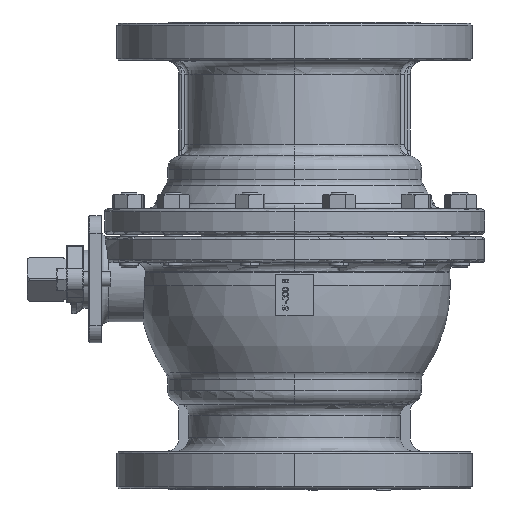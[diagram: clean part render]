
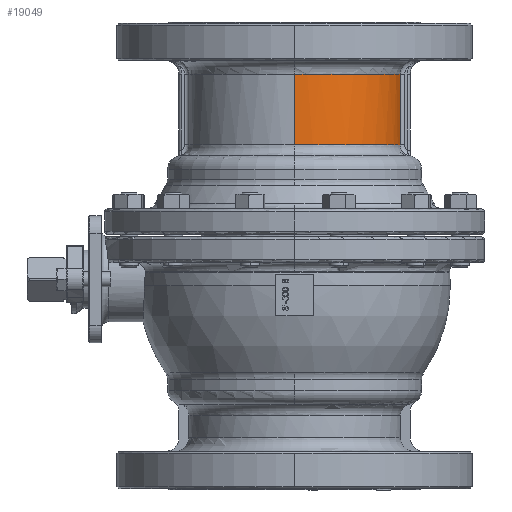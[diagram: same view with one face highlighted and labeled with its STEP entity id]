
A CAD part, left-side view. The second image highlights one B-rep face of the part: STEP entity #19049.
In plain terms, the highlighted cylindrical face has radius 114 mm (diameter 228 mm), a partial arc.
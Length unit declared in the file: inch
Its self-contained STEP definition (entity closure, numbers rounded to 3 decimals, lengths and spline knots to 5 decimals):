
#637 = CARTESIAN_POINT ( 'NONE',  ( -3.985, -2.08245, 6.80315 ) ) ;
#3296 = CARTESIAN_POINT ( 'NONE',  ( -4.29417, -1.33301, 3.82594 ) ) ;
#3942 = CARTESIAN_POINT ( 'NONE',  ( -4.1033, -1.8384, 3.82594 ) ) ;
#5746 = CARTESIAN_POINT ( 'NONE',  ( -0.56574, -4.45239, 6.80315 ) ) ;
#6395 = CARTESIAN_POINT ( 'NONE',  ( -4.48819, -0.27012, 6.80315 ) ) ;
#9018 = CARTESIAN_POINT ( 'NONE',  ( -4.48819, -0.27012, 3.82594 ) ) ;
#12438 = VERTEX_POINT ( 'NONE', #25119 ) ;
#12821 = ORIENTED_EDGE ( 'NONE', *, *, #50273, .T. ) ;
#13096 = CARTESIAN_POINT ( 'NONE',  ( -1.61356, -4.19681, 3.82594 ) ) ;
#13764 = CARTESIAN_POINT ( 'NONE',  ( -4.36673, -1.07168, 3.82594 ) ) ;
#13822 = VERTEX_POINT ( 'NONE', #30610 ) ;
#14617 = B_SPLINE_CURVE_WITH_KNOTS ( 'NONE', 3,
 ( #63235, #27239, #16152, #16485 ),
 .UNSPECIFIED., .F., .F.,
 ( 4, 4 ),
 ( 0., 1. ),
 .UNSPECIFIED. ) ;
#15549 = CARTESIAN_POINT ( 'NONE',  ( -1.86366, -4.09189, 6.80315 ) ) ;
#15881 = CARTESIAN_POINT ( 'NONE',  ( -3.54627, -2.76419, 6.80315 ) ) ;
#15979 = CARTESIAN_POINT ( 'NONE',  ( -0.56574, -4.45239, 6.80315 ) ) ;
#16152 = CARTESIAN_POINT ( 'NONE',  ( -4.48819, 0., 5.81075 ) ) ;
#16219 = CARTESIAN_POINT ( 'NONE',  ( -4.36673, -1.07168, 6.80315 ) ) ;
#16485 = CARTESIAN_POINT ( 'NONE',  ( -4.48819, 0., 6.80315 ) ) ;
#16887 = CARTESIAN_POINT ( 'NONE',  ( -1.09857, -4.36004, 6.80315 ) ) ;
#18163 = CARTESIAN_POINT ( 'NONE',  ( -3.54627, -2.76419, 3.82594 ) ) ;
#19049 = ADVANCED_FACE ( 'NONE', ( #61674 ), #30464, .T. ) ;
#19661 = AXIS2_PLACEMENT_3D ( 'NONE', #57269, #40665, #26379 ) ;
#21238 = CARTESIAN_POINT ( 'NONE',  ( -3.18916, -3.16956, 6.80315 ) ) ;
#22104 = CARTESIAN_POINT ( 'NONE',  ( -0.56574, -4.45239, 5.81075 ) ) ;
#22633 = EDGE_CURVE ( 'NONE', #53839, #13822, #25131, .T. ) ;
#22896 = EDGE_CURVE ( 'NONE', #12438, #13822, #14617, .T. ) ;
#24118 = EDGE_CURVE ( 'NONE', #37321, #53839, #41232, .T. ) ;
#25119 = CARTESIAN_POINT ( 'NONE',  ( -4.48819, 0., 3.82594 ) ) ;
#25131 = B_SPLINE_CURVE_WITH_KNOTS ( 'NONE', 3,
 ( #5746, #47001, #16887, #37175, #15549, #47330, #31399, #62620, #21238, #15881, #37511, #637, #36852, #62284, #16219, #26622, #6395, #36510 ),
 .UNSPECIFIED., .F., .F.,
 ( 4, 2, 2, 2, 2, 2, 2, 2, 4 ),
 ( 0., 0.125, 0.25, 0.375, 0.5, 0.625, 0.75, 0.875, 1. ),
 .UNSPECIFIED. ) ;
#26277 = ORIENTED_EDGE ( 'NONE', *, *, #22896, .F. ) ;
#26379 = DIRECTION ( 'NONE',  ( -1., 0., 0. ) ) ;
#26622 = CARTESIAN_POINT ( 'NONE',  ( -4.46374, -0.54023, 6.80315 ) ) ;
#27239 = CARTESIAN_POINT ( 'NONE',  ( -4.48819, 0., 4.81834 ) ) ;
#29276 = CARTESIAN_POINT ( 'NONE',  ( -1.86366, -4.09189, 3.82594 ) ) ;
#30464 = CYLINDRICAL_SURFACE ( 'NONE', #19661, 4.48819 ) ;
#30610 = CARTESIAN_POINT ( 'NONE',  ( -4.48819, 0., 6.80315 ) ) ;
#31399 = CARTESIAN_POINT ( 'NONE',  ( -2.56815, -3.69072, 6.80315 ) ) ;
#33715 = CARTESIAN_POINT ( 'NONE',  ( -0.8337, -4.41834, 3.82594 ) ) ;
#36510 = CARTESIAN_POINT ( 'NONE',  ( -4.48819, 0., 6.80315 ) ) ;
#36852 = CARTESIAN_POINT ( 'NONE',  ( -4.1033, -1.8384, 6.80315 ) ) ;
#37175 = CARTESIAN_POINT ( 'NONE',  ( -1.61356, -4.19681, 6.80315 ) ) ;
#37238 = B_SPLINE_CURVE_WITH_KNOTS ( 'NONE', 3,
 ( #49658, #9018, #50303, #13764, #3296, #3942, #43908, #39802, #18163, #44557, #39475, #59506, #44873, #29276, #13096, #49328, #33715, #60151 ),
 .UNSPECIFIED., .F., .F.,
 ( 4, 2, 2, 2, 2, 2, 2, 2, 4 ),
 ( 0., 0.125, 0.25, 0.375, 0.5, 0.625, 0.75, 0.875, 1. ),
 .UNSPECIFIED. ) ;
#37321 = VERTEX_POINT ( 'NONE', #51419 ) ;
#37374 = CARTESIAN_POINT ( 'NONE',  ( -0.56574, -4.45239, 4.81834 ) ) ;
#37511 = CARTESIAN_POINT ( 'NONE',  ( -3.70648, -2.54535, 6.80315 ) ) ;
#38114 = EDGE_LOOP ( 'NONE', ( #12821, #39409, #40946, #26277 ) ) ;
#39409 = ORIENTED_EDGE ( 'NONE', *, *, #24118, .T. ) ;
#39475 = CARTESIAN_POINT ( 'NONE',  ( -2.99225, -3.35607, 3.82594 ) ) ;
#39802 = CARTESIAN_POINT ( 'NONE',  ( -3.70648, -2.54535, 3.82594 ) ) ;
#40665 = DIRECTION ( 'NONE',  ( 0., 0., -1. ) ) ;
#40946 = ORIENTED_EDGE ( 'NONE', *, *, #22633, .T. ) ;
#41232 = B_SPLINE_CURVE_WITH_KNOTS ( 'NONE', 3,
 ( #63169, #37374, #22104, #58059 ),
 .UNSPECIFIED., .F., .F.,
 ( 4, 4 ),
 ( 0., 1. ),
 .UNSPECIFIED. ) ;
#43908 = CARTESIAN_POINT ( 'NONE',  ( -3.985, -2.08245, 3.82594 ) ) ;
#44557 = CARTESIAN_POINT ( 'NONE',  ( -3.18916, -3.16956, 3.82594 ) ) ;
#44873 = CARTESIAN_POINT ( 'NONE',  ( -2.34096, -3.83884, 3.82594 ) ) ;
#47001 = CARTESIAN_POINT ( 'NONE',  ( -0.8337, -4.41834, 6.80315 ) ) ;
#47330 = CARTESIAN_POINT ( 'NONE',  ( -2.34096, -3.83884, 6.80315 ) ) ;
#49328 = CARTESIAN_POINT ( 'NONE',  ( -1.09857, -4.36004, 3.82594 ) ) ;
#49658 = CARTESIAN_POINT ( 'NONE',  ( -4.48819, 0., 3.82594 ) ) ;
#50273 = EDGE_CURVE ( 'NONE', #12438, #37321, #37238, .T. ) ;
#50303 = CARTESIAN_POINT ( 'NONE',  ( -4.46374, -0.54023, 3.82594 ) ) ;
#51419 = CARTESIAN_POINT ( 'NONE',  ( -0.56574, -4.45239, 3.82594 ) ) ;
#53839 = VERTEX_POINT ( 'NONE', #15979 ) ;
#57269 = CARTESIAN_POINT ( 'NONE',  ( 0., 0., -0.51181 ) ) ;
#58059 = CARTESIAN_POINT ( 'NONE',  ( -0.56574, -4.45239, 6.80315 ) ) ;
#59506 = CARTESIAN_POINT ( 'NONE',  ( -2.56815, -3.69072, 3.82594 ) ) ;
#60151 = CARTESIAN_POINT ( 'NONE',  ( -0.56574, -4.45239, 3.82594 ) ) ;
#61674 = FACE_OUTER_BOUND ( 'NONE', #38114, .T. ) ;
#62284 = CARTESIAN_POINT ( 'NONE',  ( -4.29417, -1.33301, 6.80315 ) ) ;
#62620 = CARTESIAN_POINT ( 'NONE',  ( -2.99225, -3.35607, 6.80315 ) ) ;
#63169 = CARTESIAN_POINT ( 'NONE',  ( -0.56574, -4.45239, 3.82594 ) ) ;
#63235 = CARTESIAN_POINT ( 'NONE',  ( -4.48819, 0., 3.82594 ) ) ;
